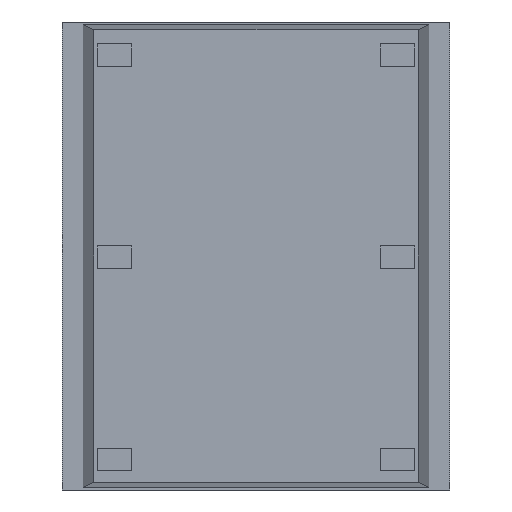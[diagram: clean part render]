
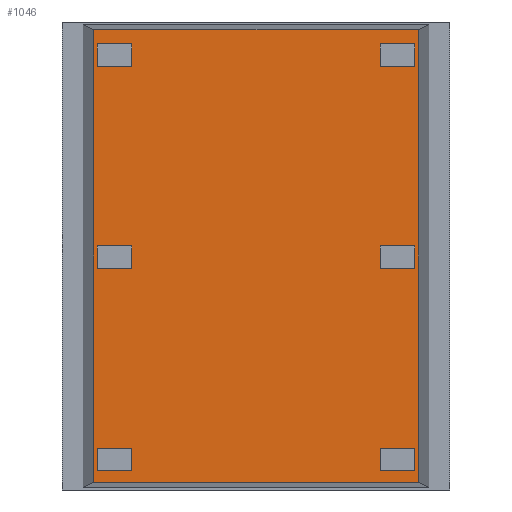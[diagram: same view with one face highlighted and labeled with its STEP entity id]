
A CAD part, front view. The second image highlights one B-rep face of the part: STEP entity #1046.
In plain terms, the highlighted planar face has unit normal (0, -1, 0).
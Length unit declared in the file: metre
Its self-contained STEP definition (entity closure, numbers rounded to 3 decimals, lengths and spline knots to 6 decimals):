
#2=DIRECTION('',(0.,0.,-1.));
#3=VECTOR('',#2,16.637);
#4=CARTESIAN_POINT('',(5.969,-11.938,8.3185));
#5=LINE('',#4,#3);
#6=DIRECTION('',(-1.,0.,0.));
#7=VECTOR('',#6,11.938);
#8=CARTESIAN_POINT('',(5.969,-11.938,-8.3185));
#9=LINE('',#8,#7);
#10=DIRECTION('',(0.,0.,1.));
#11=VECTOR('',#10,16.637);
#12=CARTESIAN_POINT('',(-5.969,-11.938,-8.3185));
#13=LINE('',#12,#11);
#14=DIRECTION('',(1.,0.,0.));
#15=VECTOR('',#14,11.938);
#16=CARTESIAN_POINT('',(-5.969,-11.938,8.3185));
#17=LINE('',#16,#15);
#18=DIRECTION('',(0.,0.,-1.));
#19=VECTOR('',#18,0.8255);
#20=CARTESIAN_POINT('',(-5.842,-11.938,0.368696));
#21=LINE('',#20,#19);
#22=DIRECTION('',(1.,0.,0.));
#23=VECTOR('',#22,1.27);
#24=CARTESIAN_POINT('',(-5.842,-11.938,-0.456804));
#25=LINE('',#24,#23);
#26=DIRECTION('',(0.,0.,1.));
#27=VECTOR('',#26,0.8255);
#28=CARTESIAN_POINT('',(-4.572,-11.938,-0.456804));
#29=LINE('',#28,#27);
#30=DIRECTION('',(-1.,0.,0.));
#31=VECTOR('',#30,1.27);
#32=CARTESIAN_POINT('',(-4.572,-11.938,0.368696));
#33=LINE('',#32,#31);
#34=DIRECTION('',(1.,0.,0.));
#35=VECTOR('',#34,1.27);
#36=CARTESIAN_POINT('',(-5.842,-11.938,-7.886304));
#37=LINE('',#36,#35);
#38=DIRECTION('',(0.,0.,1.));
#39=VECTOR('',#38,0.8255);
#40=CARTESIAN_POINT('',(-4.572,-11.938,-7.886304));
#41=LINE('',#40,#39);
#42=DIRECTION('',(-1.,0.,0.));
#43=VECTOR('',#42,1.27);
#44=CARTESIAN_POINT('',(-4.572,-11.938,-7.060804));
#45=LINE('',#44,#43);
#46=DIRECTION('',(0.,0.,-1.));
#47=VECTOR('',#46,0.8255);
#48=CARTESIAN_POINT('',(-5.842,-11.938,-7.060804));
#49=LINE('',#48,#47);
#50=DIRECTION('',(0.,0.,-1.));
#51=VECTOR('',#50,0.8255);
#52=CARTESIAN_POINT('',(-5.842,-11.938,7.798196));
#53=LINE('',#52,#51);
#54=DIRECTION('',(1.,0.,0.));
#55=VECTOR('',#54,1.27);
#56=CARTESIAN_POINT('',(-5.842,-11.938,6.972696));
#57=LINE('',#56,#55);
#58=DIRECTION('',(0.,0.,1.));
#59=VECTOR('',#58,0.8255);
#60=CARTESIAN_POINT('',(-4.572,-11.938,6.972696));
#61=LINE('',#60,#59);
#62=DIRECTION('',(-1.,0.,0.));
#63=VECTOR('',#62,1.27);
#64=CARTESIAN_POINT('',(-4.572,-11.938,7.798196));
#65=LINE('',#64,#63);
#66=DIRECTION('',(-1.,0.,0.));
#67=VECTOR('',#66,1.27);
#68=CARTESIAN_POINT('',(5.842,-11.938,0.368696));
#69=LINE('',#68,#67);
#70=DIRECTION('',(0.,0.,-1.));
#71=VECTOR('',#70,0.8255);
#72=CARTESIAN_POINT('',(4.572,-11.938,0.368696));
#73=LINE('',#72,#71);
#74=DIRECTION('',(1.,0.,0.));
#75=VECTOR('',#74,1.27);
#76=CARTESIAN_POINT('',(4.572,-11.938,-0.456804));
#77=LINE('',#76,#75);
#78=DIRECTION('',(0.,0.,1.));
#79=VECTOR('',#78,0.8255);
#80=CARTESIAN_POINT('',(5.842,-11.938,-0.456804));
#81=LINE('',#80,#79);
#82=DIRECTION('',(0.,0.,1.));
#83=VECTOR('',#82,0.8255);
#84=CARTESIAN_POINT('',(5.842,-11.938,-7.886304));
#85=LINE('',#84,#83);
#86=DIRECTION('',(-1.,0.,0.));
#87=VECTOR('',#86,1.27);
#88=CARTESIAN_POINT('',(5.842,-11.938,-7.060804));
#89=LINE('',#88,#87);
#90=DIRECTION('',(0.,0.,-1.));
#91=VECTOR('',#90,0.8255);
#92=CARTESIAN_POINT('',(4.572,-11.938,-7.060804));
#93=LINE('',#92,#91);
#94=DIRECTION('',(1.,0.,0.));
#95=VECTOR('',#94,1.27);
#96=CARTESIAN_POINT('',(4.572,-11.938,-7.886304));
#97=LINE('',#96,#95);
#98=DIRECTION('',(-1.,0.,0.));
#99=VECTOR('',#98,1.27);
#100=CARTESIAN_POINT('',(5.842,-11.938,7.798196));
#101=LINE('',#100,#99);
#102=DIRECTION('',(0.,0.,-1.));
#103=VECTOR('',#102,0.8255);
#104=CARTESIAN_POINT('',(4.572,-11.938,7.798196));
#105=LINE('',#104,#103);
#106=DIRECTION('',(1.,0.,0.));
#107=VECTOR('',#106,1.27);
#108=CARTESIAN_POINT('',(4.572,-11.938,6.972696));
#109=LINE('',#108,#107);
#110=DIRECTION('',(0.,0.,1.));
#111=VECTOR('',#110,0.8255);
#112=CARTESIAN_POINT('',(5.842,-11.938,6.972696));
#113=LINE('',#112,#111);
#775=CARTESIAN_POINT('',(5.969,-11.938,8.3185));
#776=CARTESIAN_POINT('',(5.969,-11.938,-8.3185));
#777=VERTEX_POINT('',#775);
#778=VERTEX_POINT('',#776);
#779=CARTESIAN_POINT('',(-5.969,-11.938,-8.3185));
#780=VERTEX_POINT('',#779);
#781=CARTESIAN_POINT('',(-5.969,-11.938,8.3185));
#782=VERTEX_POINT('',#781);
#859=CARTESIAN_POINT('',(-5.842,-11.938,0.368696));
#860=CARTESIAN_POINT('',(-5.842,-11.938,-0.456804));
#861=VERTEX_POINT('',#859);
#862=VERTEX_POINT('',#860);
#863=CARTESIAN_POINT('',(-4.572,-11.938,-0.456804));
#864=VERTEX_POINT('',#863);
#865=CARTESIAN_POINT('',(-4.572,-11.938,0.368696));
#866=VERTEX_POINT('',#865);
#867=CARTESIAN_POINT('',(-5.842,-11.938,-7.886304));
#868=CARTESIAN_POINT('',(-4.572,-11.938,-7.886304));
#869=VERTEX_POINT('',#867);
#870=VERTEX_POINT('',#868);
#871=CARTESIAN_POINT('',(-4.572,-11.938,-7.060804));
#872=VERTEX_POINT('',#871);
#873=CARTESIAN_POINT('',(-5.842,-11.938,-7.060804));
#874=VERTEX_POINT('',#873);
#875=CARTESIAN_POINT('',(-5.842,-11.938,7.798196));
#876=CARTESIAN_POINT('',(-5.842,-11.938,6.972696));
#877=VERTEX_POINT('',#875);
#878=VERTEX_POINT('',#876);
#879=CARTESIAN_POINT('',(-4.572,-11.938,6.972696));
#880=VERTEX_POINT('',#879);
#881=CARTESIAN_POINT('',(-4.572,-11.938,7.798196));
#882=VERTEX_POINT('',#881);
#883=CARTESIAN_POINT('',(5.842,-11.938,0.368696));
#884=CARTESIAN_POINT('',(4.572,-11.938,0.368696));
#885=VERTEX_POINT('',#883);
#886=VERTEX_POINT('',#884);
#887=CARTESIAN_POINT('',(4.572,-11.938,-0.456804));
#888=VERTEX_POINT('',#887);
#889=CARTESIAN_POINT('',(5.842,-11.938,-0.456804));
#890=VERTEX_POINT('',#889);
#891=CARTESIAN_POINT('',(5.842,-11.938,-7.886304));
#892=CARTESIAN_POINT('',(5.842,-11.938,-7.060804));
#893=VERTEX_POINT('',#891);
#894=VERTEX_POINT('',#892);
#895=CARTESIAN_POINT('',(4.572,-11.938,-7.060804));
#896=VERTEX_POINT('',#895);
#897=CARTESIAN_POINT('',(4.572,-11.938,-7.886304));
#898=VERTEX_POINT('',#897);
#899=CARTESIAN_POINT('',(5.842,-11.938,7.798196));
#900=CARTESIAN_POINT('',(4.572,-11.938,7.798196));
#901=VERTEX_POINT('',#899);
#902=VERTEX_POINT('',#900);
#903=CARTESIAN_POINT('',(4.572,-11.938,6.972696));
#904=VERTEX_POINT('',#903);
#905=CARTESIAN_POINT('',(5.842,-11.938,6.972696));
#906=VERTEX_POINT('',#905);
#971=CARTESIAN_POINT('',(0.,-11.938,0.));
#972=DIRECTION('',(0.,1.,0.));
#973=DIRECTION('',(-1.,0.,0.));
#974=AXIS2_PLACEMENT_3D('',#971,#972,#973);
#975=PLANE('',#974);
#977=ORIENTED_EDGE('',*,*,#976,.T.);
#979=ORIENTED_EDGE('',*,*,#978,.T.);
#981=ORIENTED_EDGE('',*,*,#980,.T.);
#983=ORIENTED_EDGE('',*,*,#982,.T.);
#984=EDGE_LOOP('',(#977,#979,#981,#983));
#985=FACE_OUTER_BOUND('',#984,.F.);
#987=ORIENTED_EDGE('',*,*,#986,.T.);
#989=ORIENTED_EDGE('',*,*,#988,.T.);
#991=ORIENTED_EDGE('',*,*,#990,.T.);
#993=ORIENTED_EDGE('',*,*,#992,.T.);
#994=EDGE_LOOP('',(#987,#989,#991,#993));
#995=FACE_BOUND('',#994,.F.);
#997=ORIENTED_EDGE('',*,*,#996,.T.);
#999=ORIENTED_EDGE('',*,*,#998,.T.);
#1001=ORIENTED_EDGE('',*,*,#1000,.T.);
#1003=ORIENTED_EDGE('',*,*,#1002,.T.);
#1004=EDGE_LOOP('',(#997,#999,#1001,#1003));
#1005=FACE_BOUND('',#1004,.F.);
#1007=ORIENTED_EDGE('',*,*,#1006,.T.);
#1009=ORIENTED_EDGE('',*,*,#1008,.T.);
#1011=ORIENTED_EDGE('',*,*,#1010,.T.);
#1013=ORIENTED_EDGE('',*,*,#1012,.T.);
#1014=EDGE_LOOP('',(#1007,#1009,#1011,#1013));
#1015=FACE_BOUND('',#1014,.F.);
#1017=ORIENTED_EDGE('',*,*,#1016,.T.);
#1019=ORIENTED_EDGE('',*,*,#1018,.T.);
#1021=ORIENTED_EDGE('',*,*,#1020,.T.);
#1023=ORIENTED_EDGE('',*,*,#1022,.T.);
#1024=EDGE_LOOP('',(#1017,#1019,#1021,#1023));
#1025=FACE_BOUND('',#1024,.F.);
#1027=ORIENTED_EDGE('',*,*,#1026,.T.);
#1029=ORIENTED_EDGE('',*,*,#1028,.T.);
#1031=ORIENTED_EDGE('',*,*,#1030,.T.);
#1033=ORIENTED_EDGE('',*,*,#1032,.T.);
#1034=EDGE_LOOP('',(#1027,#1029,#1031,#1033));
#1035=FACE_BOUND('',#1034,.F.);
#1037=ORIENTED_EDGE('',*,*,#1036,.T.);
#1039=ORIENTED_EDGE('',*,*,#1038,.T.);
#1041=ORIENTED_EDGE('',*,*,#1040,.T.);
#1043=ORIENTED_EDGE('',*,*,#1042,.T.);
#1044=EDGE_LOOP('',(#1037,#1039,#1041,#1043));
#1045=FACE_BOUND('',#1044,.F.);
#1046=ADVANCED_FACE('',(#985,#995,#1005,#1015,#1025,#1035,#1045),#975,.F.);
#976=EDGE_CURVE('',#777,#778,#5,.T.);
#978=EDGE_CURVE('',#778,#780,#9,.T.);
#980=EDGE_CURVE('',#780,#782,#13,.T.);
#982=EDGE_CURVE('',#782,#777,#17,.T.);
#986=EDGE_CURVE('',#861,#862,#21,.T.);
#988=EDGE_CURVE('',#862,#864,#25,.T.);
#990=EDGE_CURVE('',#864,#866,#29,.T.);
#992=EDGE_CURVE('',#866,#861,#33,.T.);
#996=EDGE_CURVE('',#869,#870,#37,.T.);
#998=EDGE_CURVE('',#870,#872,#41,.T.);
#1000=EDGE_CURVE('',#872,#874,#45,.T.);
#1002=EDGE_CURVE('',#874,#869,#49,.T.);
#1006=EDGE_CURVE('',#877,#878,#53,.T.);
#1008=EDGE_CURVE('',#878,#880,#57,.T.);
#1010=EDGE_CURVE('',#880,#882,#61,.T.);
#1012=EDGE_CURVE('',#882,#877,#65,.T.);
#1016=EDGE_CURVE('',#885,#886,#69,.T.);
#1018=EDGE_CURVE('',#886,#888,#73,.T.);
#1020=EDGE_CURVE('',#888,#890,#77,.T.);
#1022=EDGE_CURVE('',#890,#885,#81,.T.);
#1026=EDGE_CURVE('',#893,#894,#85,.T.);
#1028=EDGE_CURVE('',#894,#896,#89,.T.);
#1030=EDGE_CURVE('',#896,#898,#93,.T.);
#1032=EDGE_CURVE('',#898,#893,#97,.T.);
#1036=EDGE_CURVE('',#901,#902,#101,.T.);
#1038=EDGE_CURVE('',#902,#904,#105,.T.);
#1040=EDGE_CURVE('',#904,#906,#109,.T.);
#1042=EDGE_CURVE('',#906,#901,#113,.T.);
